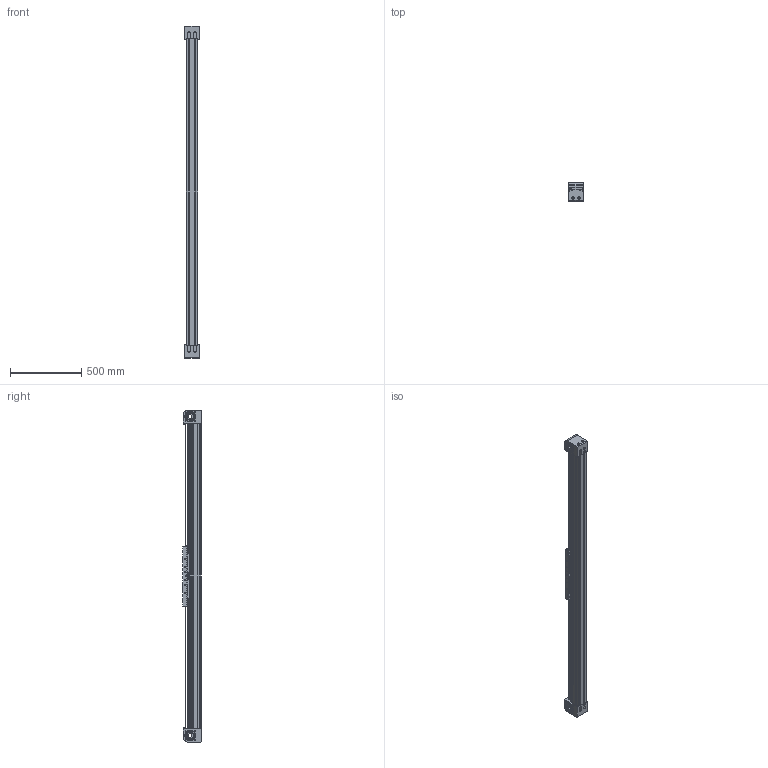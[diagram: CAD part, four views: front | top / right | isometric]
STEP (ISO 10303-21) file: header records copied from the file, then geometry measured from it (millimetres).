
FILE_DESCRIPTION (( 'STEP AP214' ), '1' );
FILE_NAME ('BLM80-1700.STEP', '2023-03-14T07:44:59', ( '' ), ( '' ), 'SwSTEP 2.0', 'SolidWorks 2023', '' );
FILE_SCHEMA (( 'AUTOMOTIVE_DESIGN' ));
Length unit declared in the file: millimetre
Products named in the file (1): BLM80-1700
Bounding box: 100 x 130 x 2324 mm (x, y, z)
Volume: 15233692.1 mm3; surface area: 2307388.3 mm2
Topology: 49 solids, 57 shells, 4915 faces, 13785 edges, 9045 vertices
Faces by surface type: plane 2707, cylinder 1880, torus 152, sphere 100, cone 52, bspline 24
Entity records: 217641 total; most frequent: CARTESIAN_POINT 34102, DIRECTION 27353, ORIENTED_EDGE 26962, EDGE_CURVE 13481, AXIS2_PLACEMENT_3D 9266, VERTEX_POINT 8853, VECTOR 8821, LINE 8821
